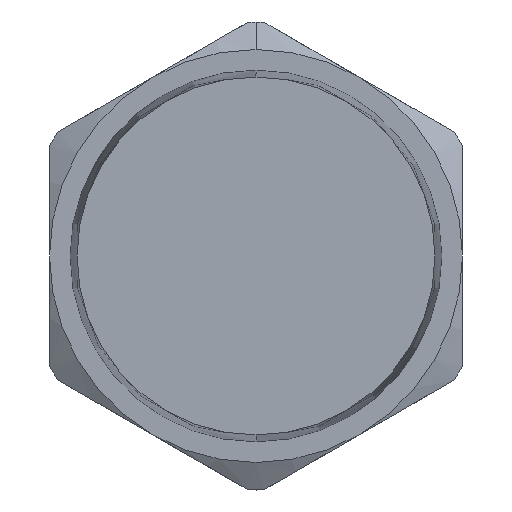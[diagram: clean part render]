
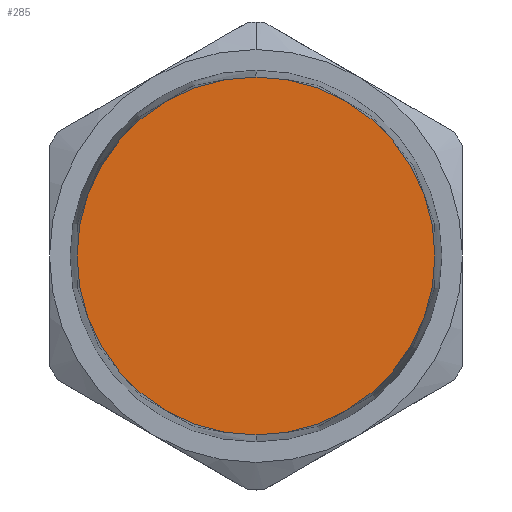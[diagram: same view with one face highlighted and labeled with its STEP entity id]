
A CAD part, left-side view. The second image highlights one B-rep face of the part: STEP entity #285.
In plain terms, the highlighted planar face has unit normal (-1, 0, 0).
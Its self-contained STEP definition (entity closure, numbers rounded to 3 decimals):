
#85 = CIRCLE ( 'NONE', #1256, 6.5 ) ;
#110 = AXIS2_PLACEMENT_3D ( 'NONE', #208, #672, #460 ) ;
#193 = CARTESIAN_POINT ( 'NONE',  ( 0., 0., -6.5 ) ) ;
#208 = CARTESIAN_POINT ( 'NONE',  ( 0., 0., 0. ) ) ;
#285 = ADVANCED_FACE ( 'NONE', ( #321 ), #331, .F. ) ;
#321 = FACE_OUTER_BOUND ( 'NONE', #1512, .T. ) ;
#331 = PLANE ( 'NONE',  #424 ) ;
#367 = CIRCLE ( 'NONE', #110, 6.5 ) ;
#369 = EDGE_CURVE ( 'NONE', #860, #580, #367, .T. ) ;
#424 = AXIS2_PLACEMENT_3D ( 'NONE', #937, #1523, #1031 ) ;
#460 = DIRECTION ( 'NONE',  ( 0., 0., 1. ) ) ;
#580 = VERTEX_POINT ( 'NONE', #193 ) ;
#659 = ORIENTED_EDGE ( 'NONE', *, *, #1098, .T. ) ;
#672 = DIRECTION ( 'NONE',  ( -1., 0., 0. ) ) ;
#801 = CARTESIAN_POINT ( 'NONE',  ( 0., 0., 0. ) ) ;
#860 = VERTEX_POINT ( 'NONE', #1550 ) ;
#889 = DIRECTION ( 'NONE',  ( 0., 0., 1. ) ) ;
#937 = CARTESIAN_POINT ( 'NONE',  ( 0., 0., 0. ) ) ;
#1031 = DIRECTION ( 'NONE',  ( 0., 0., -1. ) ) ;
#1098 = EDGE_CURVE ( 'NONE', #580, #860, #85, .T. ) ;
#1140 = ORIENTED_EDGE ( 'NONE', *, *, #369, .T. ) ;
#1256 = AXIS2_PLACEMENT_3D ( 'NONE', #801, #1383, #889 ) ;
#1383 = DIRECTION ( 'NONE',  ( -1., 0., 0. ) ) ;
#1512 = EDGE_LOOP ( 'NONE', ( #659, #1140 ) ) ;
#1523 = DIRECTION ( 'NONE',  ( 1., 0., 0. ) ) ;
#1550 = CARTESIAN_POINT ( 'NONE',  ( 0., 0., 6.5 ) ) ;
